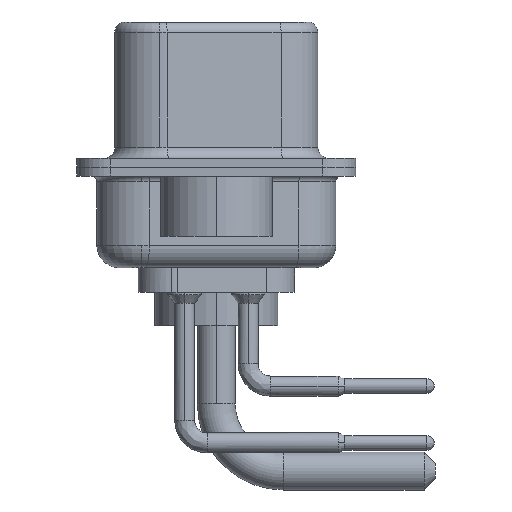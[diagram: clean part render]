
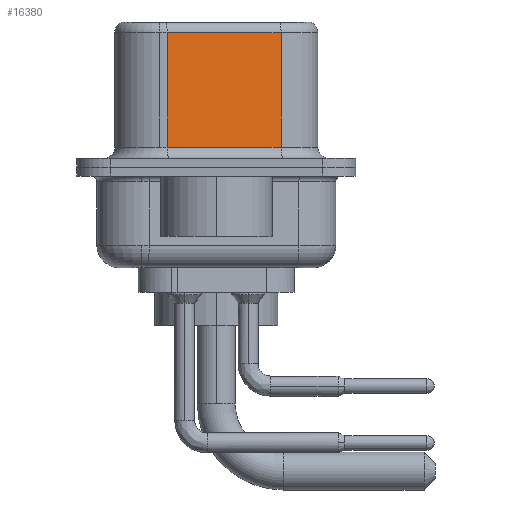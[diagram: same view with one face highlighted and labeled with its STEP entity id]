
A CAD part, left-side view. The second image highlights one B-rep face of the part: STEP entity #16380.
In plain terms, the highlighted planar face has unit normal (-0.985, -0.174, 0).
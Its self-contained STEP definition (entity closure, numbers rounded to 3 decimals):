
#810 = VECTOR ( 'NONE', #18829, 1000. ) ;
#956 = VERTEX_POINT ( 'NONE', #12680 ) ;
#1885 = VERTEX_POINT ( 'NONE', #14095 ) ;
#1927 = CARTESIAN_POINT ( 'NONE',  ( 4.58, -2.897, 6.52 ) ) ;
#2064 = DIRECTION ( 'NONE',  ( -0.174, 0.985, 0. ) ) ;
#2408 = ORIENTED_EDGE ( 'NONE', *, *, #14555, .T. ) ;
#2515 = EDGE_CURVE ( 'NONE', #1885, #10338, #10521, .T. ) ;
#2899 = VECTOR ( 'NONE', #17772, 1000. ) ;
#3612 = ORIENTED_EDGE ( 'NONE', *, *, #2515, .T. ) ;
#3942 = CARTESIAN_POINT ( 'NONE',  ( 3.68, 2.203, 6.52 ) ) ;
#5598 = LINE ( 'NONE', #3942, #810 ) ;
#7223 = CARTESIAN_POINT ( 'NONE',  ( 3.68, 2.203, 6.02 ) ) ;
#7477 = CARTESIAN_POINT ( 'NONE',  ( 4.58, -2.897, 0.9 ) ) ;
#8157 = EDGE_LOOP ( 'NONE', ( #17568, #10906, #2408, #3612 ) ) ;
#8234 = LINE ( 'NONE', #15491, #8556 ) ;
#8556 = VECTOR ( 'NONE', #2064, 1000. ) ;
#10094 = VERTEX_POINT ( 'NONE', #7223 ) ;
#10338 = VERTEX_POINT ( 'NONE', #11625 ) ;
#10521 = LINE ( 'NONE', #7477, #2899 ) ;
#10562 = LINE ( 'NONE', #12136, #13002 ) ;
#10563 = DIRECTION ( 'NONE',  ( -0.174, 0.985, 0. ) ) ;
#10906 = ORIENTED_EDGE ( 'NONE', *, *, #11600, .T. ) ;
#11600 = EDGE_CURVE ( 'NONE', #956, #10094, #8234, .T. ) ;
#11625 = CARTESIAN_POINT ( 'NONE',  ( 4.58, -2.897, 0.9 ) ) ;
#12136 = CARTESIAN_POINT ( 'NONE',  ( 4.58, -2.897, 6.52 ) ) ;
#12680 = CARTESIAN_POINT ( 'NONE',  ( 4.58, -2.897, 6.02 ) ) ;
#13002 = VECTOR ( 'NONE', #13688, 1000. ) ;
#13495 = EDGE_CURVE ( 'NONE', #956, #10338, #10562, .T. ) ;
#13660 = AXIS2_PLACEMENT_3D ( 'NONE', #1927, #16634, #10563 ) ;
#13688 = DIRECTION ( 'NONE',  ( 0., 0., -1. ) ) ;
#13780 = PLANE ( 'NONE',  #13660 ) ;
#14095 = CARTESIAN_POINT ( 'NONE',  ( 3.68, 2.203, 0.9 ) ) ;
#14555 = EDGE_CURVE ( 'NONE', #10094, #1885, #5598, .T. ) ;
#15491 = CARTESIAN_POINT ( 'NONE',  ( 4.58, -2.897, 6.02 ) ) ;
#16380 = ADVANCED_FACE ( 'NONE', ( #16827 ), #13780, .F. ) ;
#16634 = DIRECTION ( 'NONE',  ( 0.985, 0.174, 0. ) ) ;
#16827 = FACE_OUTER_BOUND ( 'NONE', #8157, .T. ) ;
#17568 = ORIENTED_EDGE ( 'NONE', *, *, #13495, .F. ) ;
#17772 = DIRECTION ( 'NONE',  ( 0.174, -0.985, 0. ) ) ;
#18829 = DIRECTION ( 'NONE',  ( 0., 0., -1. ) ) ;
